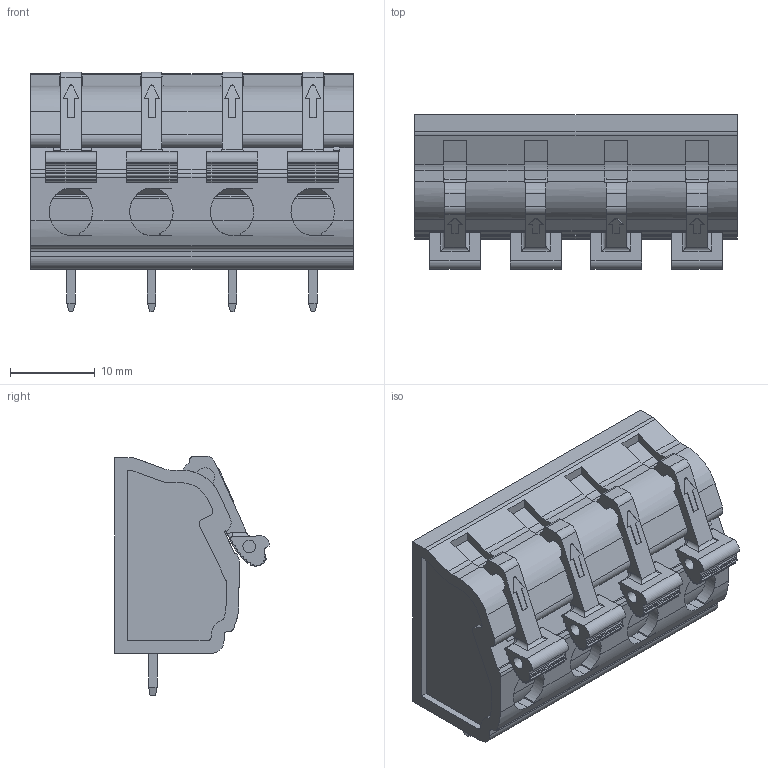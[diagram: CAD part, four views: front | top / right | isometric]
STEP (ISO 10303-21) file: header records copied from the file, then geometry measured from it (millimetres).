
FILE_DESCRIPTION(/* description */ ('Unknown'),/* implementation_level */ '2;1');
FILE_NAME(/* name */ 'MWX801-952M04',/* time_stamp */ '2023-07-19T14:30:51+08:00',/* author */ ('Unknown'),/* organization */ ('Unknown'),/* preprocessor_version */ 'ST-DEVELOPER v16.7',/* originating_system */ 'DEX',/* authorisation */ $);
FILE_SCHEMA (('AUTOMOTIVE_DESIGN {1 0 10303 214 3 1 1}'));
Length unit declared in the file: millimetre
Products named in the file (1): MWX801-952M0
Bounding box: 38.08 x 18.24 x 28.27 mm (x, y, z)
Volume: 11310.2 mm3; surface area: 4284.7 mm2
Topology: 1 solids, 1 shells, 717 faces, 2064 edges, 1363 vertices
Faces by surface type: plane 418, cylinder 283, torus 8, bspline 8
Full cylindrical faces by diameter (mm): 1.5 x4
Entity records: 24246 total; most frequent: CARTESIAN_POINT 5013, ORIENTED_EDGE 4112, DIRECTION 4030, EDGE_CURVE 2056, VERTEX_POINT 1359, LINE 1350, VECTOR 1350, AXIS2_PLACEMENT_3D 1340
